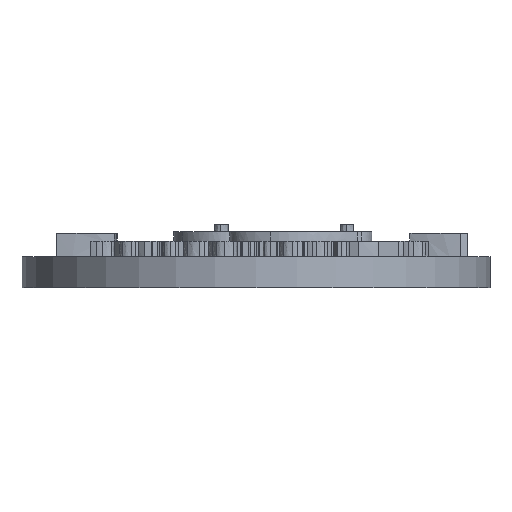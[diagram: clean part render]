
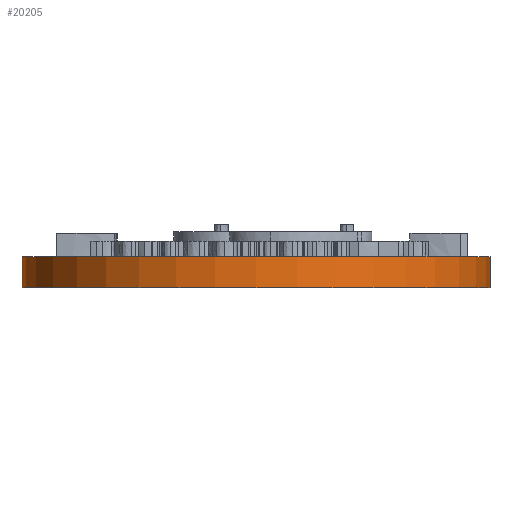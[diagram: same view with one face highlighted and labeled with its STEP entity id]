
A CAD part, front view. The second image highlights one B-rep face of the part: STEP entity #20205.
In plain terms, the highlighted cylindrical face has radius 15 mm (diameter 30 mm), a full revolution.
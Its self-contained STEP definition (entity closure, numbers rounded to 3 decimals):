
#626 = PLANE('',#627);
#627 = AXIS2_PLACEMENT_3D('',#628,#629,#630);
#628 = CARTESIAN_POINT('',(-0.544,0.,2.));
#629 = DIRECTION('',(0.,0.,1.));
#630 = DIRECTION('',(1.,0.,0.));
#7168 = EDGE_CURVE('',#7169,#7169,#7171,.T.);
#7169 = VERTEX_POINT('',#7170);
#7170 = CARTESIAN_POINT('',(14.456,0.,2.));
#7171 = SURFACE_CURVE('',#7172,(#7177,#7184),.PCURVE_S1.);
#7172 = CIRCLE('',#7173,15.);
#7173 = AXIS2_PLACEMENT_3D('',#7174,#7175,#7176);
#7174 = CARTESIAN_POINT('',(-0.544,0.,2.));
#7175 = DIRECTION('',(0.,0.,1.));
#7176 = DIRECTION('',(1.,0.,0.));
#7177 = PCURVE('',#626,#7178);
#7178 = DEFINITIONAL_REPRESENTATION('',(#7179),#7183);
#7179 = CIRCLE('',#7180,15.);
#7180 = AXIS2_PLACEMENT_2D('',#7181,#7182);
#7181 = CARTESIAN_POINT('',(0.,0.));
#7182 = DIRECTION('',(1.,0.));
#7183 = ( GEOMETRIC_REPRESENTATION_CONTEXT(2) 
PARAMETRIC_REPRESENTATION_CONTEXT() REPRESENTATION_CONTEXT('2D SPACE',''
  ) );
#7184 = PCURVE('',#7185,#7190);
#7185 = CYLINDRICAL_SURFACE('',#7186,15.);
#7186 = AXIS2_PLACEMENT_3D('',#7187,#7188,#7189);
#7187 = CARTESIAN_POINT('',(-0.544,0.,0.));
#7188 = DIRECTION('',(0.,0.,1.));
#7189 = DIRECTION('',(1.,0.,0.));
#7190 = DEFINITIONAL_REPRESENTATION('',(#7191),#7195);
#7191 = LINE('',#7192,#7193);
#7192 = CARTESIAN_POINT('',(0.,2.));
#7193 = VECTOR('',#7194,1.);
#7194 = DIRECTION('',(1.,0.));
#7195 = ( GEOMETRIC_REPRESENTATION_CONTEXT(2) 
PARAMETRIC_REPRESENTATION_CONTEXT() REPRESENTATION_CONTEXT('2D SPACE',''
  ) );
#20145 = PLANE('',#20146);
#20146 = AXIS2_PLACEMENT_3D('',#20147,#20148,#20149);
#20147 = CARTESIAN_POINT('',(-0.544,0.,0.));
#20148 = DIRECTION('',(0.,0.,1.));
#20149 = DIRECTION('',(1.,0.,0.));
#20205 = ADVANCED_FACE('',(#20206),#7185,.T.);
#20206 = FACE_BOUND('',#20207,.T.);
#20207 = EDGE_LOOP('',(#20208,#20209,#20232,#20254));
#20208 = ORIENTED_EDGE('',*,*,#7168,.F.);
#20209 = ORIENTED_EDGE('',*,*,#20210,.F.);
#20210 = EDGE_CURVE('',#20211,#7169,#20213,.T.);
#20211 = VERTEX_POINT('',#20212);
#20212 = CARTESIAN_POINT('',(14.456,0.,0.));
#20213 = SEAM_CURVE('',#20214,(#20218,#20225),.PCURVE_S1.);
#20214 = LINE('',#20215,#20216);
#20215 = CARTESIAN_POINT('',(14.456,0.,0.));
#20216 = VECTOR('',#20217,1.);
#20217 = DIRECTION('',(0.,0.,1.));
#20218 = PCURVE('',#7185,#20219);
#20219 = DEFINITIONAL_REPRESENTATION('',(#20220),#20224);
#20220 = LINE('',#20221,#20222);
#20221 = CARTESIAN_POINT('',(6.283,-0.));
#20222 = VECTOR('',#20223,1.);
#20223 = DIRECTION('',(0.,1.));
#20224 = ( GEOMETRIC_REPRESENTATION_CONTEXT(2) 
PARAMETRIC_REPRESENTATION_CONTEXT() REPRESENTATION_CONTEXT('2D SPACE',''
  ) );
#20225 = PCURVE('',#7185,#20226);
#20226 = DEFINITIONAL_REPRESENTATION('',(#20227),#20231);
#20227 = LINE('',#20228,#20229);
#20228 = CARTESIAN_POINT('',(0.,-0.));
#20229 = VECTOR('',#20230,1.);
#20230 = DIRECTION('',(0.,1.));
#20231 = ( GEOMETRIC_REPRESENTATION_CONTEXT(2) 
PARAMETRIC_REPRESENTATION_CONTEXT() REPRESENTATION_CONTEXT('2D SPACE',''
  ) );
#20232 = ORIENTED_EDGE('',*,*,#20233,.T.);
#20233 = EDGE_CURVE('',#20211,#20211,#20234,.T.);
#20234 = SURFACE_CURVE('',#20235,(#20240,#20247),.PCURVE_S1.);
#20235 = CIRCLE('',#20236,15.);
#20236 = AXIS2_PLACEMENT_3D('',#20237,#20238,#20239);
#20237 = CARTESIAN_POINT('',(-0.544,0.,0.));
#20238 = DIRECTION('',(0.,0.,1.));
#20239 = DIRECTION('',(1.,0.,0.));
#20240 = PCURVE('',#7185,#20241);
#20241 = DEFINITIONAL_REPRESENTATION('',(#20242),#20246);
#20242 = LINE('',#20243,#20244);
#20243 = CARTESIAN_POINT('',(0.,0.));
#20244 = VECTOR('',#20245,1.);
#20245 = DIRECTION('',(1.,0.));
#20246 = ( GEOMETRIC_REPRESENTATION_CONTEXT(2) 
PARAMETRIC_REPRESENTATION_CONTEXT() REPRESENTATION_CONTEXT('2D SPACE',''
  ) );
#20247 = PCURVE('',#20145,#20248);
#20248 = DEFINITIONAL_REPRESENTATION('',(#20249),#20253);
#20249 = CIRCLE('',#20250,15.);
#20250 = AXIS2_PLACEMENT_2D('',#20251,#20252);
#20251 = CARTESIAN_POINT('',(0.,0.));
#20252 = DIRECTION('',(1.,0.));
#20253 = ( GEOMETRIC_REPRESENTATION_CONTEXT(2) 
PARAMETRIC_REPRESENTATION_CONTEXT() REPRESENTATION_CONTEXT('2D SPACE',''
  ) );
#20254 = ORIENTED_EDGE('',*,*,#20210,.T.);
